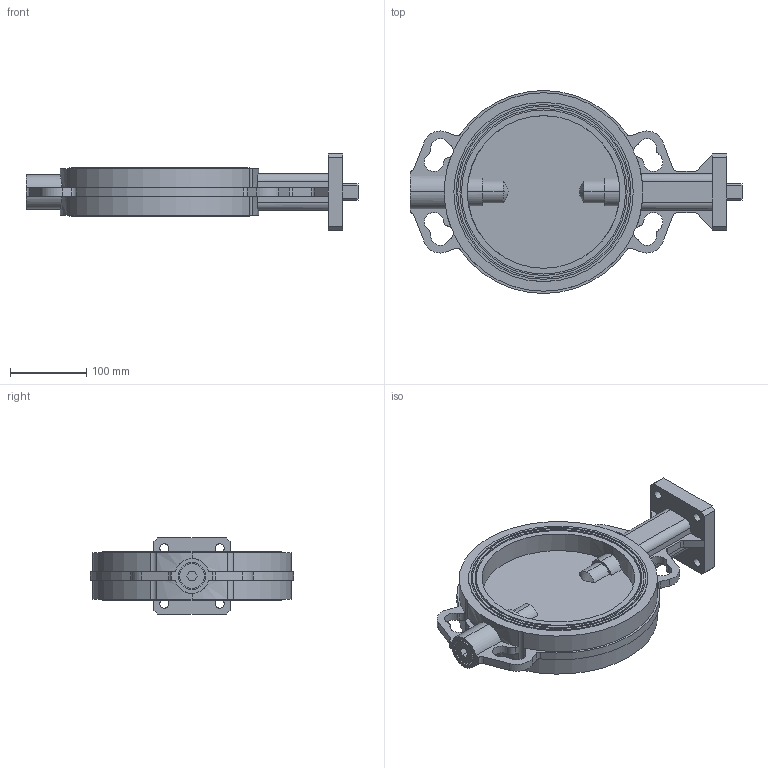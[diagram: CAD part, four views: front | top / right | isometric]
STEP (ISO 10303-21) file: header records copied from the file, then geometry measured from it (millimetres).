
FILE_DESCRIPTION (( 'STEP AP214' ), '1' );
FILE_NAME ('SCBF-D670-16XEC-200.step', '2025-09-25T05:47:18', ( 'KTP' ), ( '' ), 'SwSTEP 2.0', 'SolidWorks 2021', '' );
FILE_SCHEMA (( 'AUTOMOTIVE_DESIGN' ));
Length unit declared in the file: millimetre
Products named in the file (1): SCBF-D670-16XEC-200
Bounding box: 435 x 266 x 100 mm (x, y, z)
Volume: 2241256.3 mm3; surface area: 278846.3 mm2
Topology: 1 solids, 1 shells, 193 faces, 539 edges, 358 vertices
Faces by surface type: cylinder 115, plane 72, cone 6
Entity records: 7724 total; most frequent: CARTESIAN_POINT 1581, DIRECTION 1143, ORIENTED_EDGE 1078, EDGE_CURVE 539, AXIS2_PLACEMENT_3D 432, VERTEX_POINT 358, LINE 279, VECTOR 279
